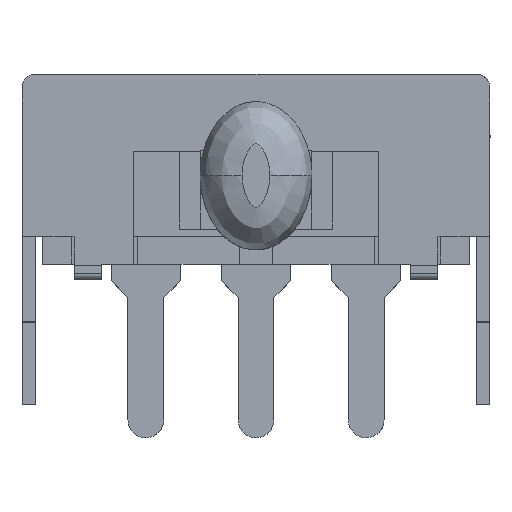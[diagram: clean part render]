
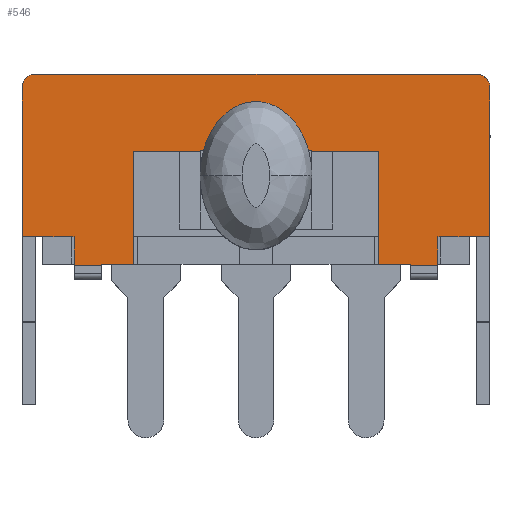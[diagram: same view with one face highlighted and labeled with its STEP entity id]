
A CAD part, top view. The second image highlights one B-rep face of the part: STEP entity #546.
In plain terms, the highlighted planar face has unit normal (0, 0, 1).
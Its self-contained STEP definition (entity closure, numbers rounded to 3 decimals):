
#546=ADVANCED_FACE('',(#1036),#8065,.T.);
#1036=FACE_OUTER_BOUND('',#1563,.T.);
#1563=EDGE_LOOP('',(#4142,#4143,#4144,#4145,#4146,#4147,#4148,#4149,#4150,
#4151,#4152,#4153,#4154,#4155,#4156,#4157,#4158,#4159,#4160,#4161,#4162,
#4163,#4164,#4165,#4166,#4167));
#4142=ORIENTED_EDGE('',*,*,#5507,.F.);
#4143=ORIENTED_EDGE('',*,*,#5510,.F.);
#4144=ORIENTED_EDGE('',*,*,#4773,.F.);
#4145=ORIENTED_EDGE('',*,*,#4770,.F.);
#4146=ORIENTED_EDGE('',*,*,#4647,.F.);
#4147=ORIENTED_EDGE('',*,*,#5207,.T.);
#4148=ORIENTED_EDGE('',*,*,#5208,.T.);
#4149=ORIENTED_EDGE('',*,*,#5209,.T.);
#4150=ORIENTED_EDGE('',*,*,#5265,.F.);
#4151=ORIENTED_EDGE('',*,*,#4485,.F.);
#4152=ORIENTED_EDGE('',*,*,#4648,.F.);
#4153=ORIENTED_EDGE('',*,*,#4736,.F.);
#4154=ORIENTED_EDGE('',*,*,#4757,.F.);
#4155=ORIENTED_EDGE('',*,*,#4627,.F.);
#4156=ORIENTED_EDGE('',*,*,#4612,.F.);
#4157=ORIENTED_EDGE('',*,*,#4590,.F.);
#4158=ORIENTED_EDGE('',*,*,#5259,.F.);
#4159=ORIENTED_EDGE('',*,*,#4453,.F.);
#4160=ORIENTED_EDGE('',*,*,#4568,.F.);
#4161=ORIENTED_EDGE('',*,*,#5210,.T.);
#4162=ORIENTED_EDGE('',*,*,#5205,.T.);
#4163=ORIENTED_EDGE('',*,*,#5206,.T.);
#4164=ORIENTED_EDGE('',*,*,#4579,.F.);
#4165=ORIENTED_EDGE('',*,*,#4775,.F.);
#4166=ORIENTED_EDGE('',*,*,#5570,.F.);
#4167=ORIENTED_EDGE('',*,*,#5514,.F.);
#4453=EDGE_CURVE('',#7064,#7065,#5891,.T.);
#4485=EDGE_CURVE('',#7080,#7081,#5923,.T.);
#4568=EDGE_CURVE('',#7142,#7064,#5998,.T.);
#4579=EDGE_CURVE('',#7153,#7154,#6009,.T.);
#4590=EDGE_CURVE('',#7143,#7164,#6020,.T.);
#4612=EDGE_CURVE('',#7164,#7179,#5606,.T.);
#4627=EDGE_CURVE('',#7179,#7184,#6051,.T.);
#4647=EDGE_CURVE('',#7199,#7196,#6071,.T.);
#4648=EDGE_CURVE('',#7200,#7080,#6072,.T.);
#4736=EDGE_CURVE('',#7373,#7200,#6160,.T.);
#4757=EDGE_CURVE('',#7184,#7373,#5612,.T.);
#4770=EDGE_CURVE('',#7196,#7386,#6188,.T.);
#4773=EDGE_CURVE('',#7386,#7745,#6191,.T.);
#4775=EDGE_CURVE('',#7388,#7153,#6193,.T.);
#5205=EDGE_CURVE('',#7109,#7114,#6600,.T.);
#5206=EDGE_CURVE('',#7114,#7154,#6601,.T.);
#5207=EDGE_CURVE('',#7199,#7097,#6602,.T.);
#5208=EDGE_CURVE('',#7097,#7102,#6603,.T.);
#5209=EDGE_CURVE('',#7102,#7201,#6604,.T.);
#5210=EDGE_CURVE('',#7142,#7109,#6605,.T.);
#5259=EDGE_CURVE('',#7065,#7143,#6646,.T.);
#5265=EDGE_CURVE('',#7081,#7201,#6652,.T.);
#5507=EDGE_CURVE('',#7741,#7742,#6862,.T.);
#5510=EDGE_CURVE('',#7745,#7741,#6865,.T.);
#5514=EDGE_CURVE('',#7742,#7748,#6869,.T.);
#5570=EDGE_CURVE('',#7748,#7388,#6905,.T.);
#5606=(
BOUNDED_CURVE()
B_SPLINE_CURVE(2,(#13407,#13408,#13409),.UNSPECIFIED.,.F.,.F.)
B_SPLINE_CURVE_WITH_KNOTS((3,3),(0.,1.),.UNSPECIFIED.)
CURVE()
GEOMETRIC_REPRESENTATION_ITEM()
RATIONAL_B_SPLINE_CURVE((1.,0.707,1.))
REPRESENTATION_ITEM('')
);
#5612=(
BOUNDED_CURVE()
B_SPLINE_CURVE(2,(#13762,#13763,#13764),.UNSPECIFIED.,.F.,.F.)
B_SPLINE_CURVE_WITH_KNOTS((3,3),(0.,1.),.UNSPECIFIED.)
CURVE()
GEOMETRIC_REPRESENTATION_ITEM()
RATIONAL_B_SPLINE_CURVE((1.,0.707,1.))
REPRESENTATION_ITEM('')
);
#5891=B_SPLINE_CURVE_WITH_KNOTS('',1,(#13062,#13063),.UNSPECIFIED.,.F.,
 .F.,(2,2),(0.,1.05),.UNSPECIFIED.);
#5923=B_SPLINE_CURVE_WITH_KNOTS('',1,(#13126,#13127),.UNSPECIFIED.,.F.,
 .F.,(2,2),(0.,1.05),.UNSPECIFIED.);
#5998=B_SPLINE_CURVE_WITH_KNOTS('',1,(#13316,#13317),.UNSPECIFIED.,.F.,
 .F.,(2,2),(0.,0.1),.UNSPECIFIED.);
#6009=B_SPLINE_CURVE_WITH_KNOTS('',1,(#13338,#13339),.UNSPECIFIED.,.F.,
 .F.,(2,2),(0.,1.15),.UNSPECIFIED.);
#6020=B_SPLINE_CURVE_WITH_KNOTS('',1,(#13360,#13361),.UNSPECIFIED.,.F.,
 .F.,(2,2),(0.,5.4),.UNSPECIFIED.);
#6051=B_SPLINE_CURVE_WITH_KNOTS('',1,(#13440,#13441),.UNSPECIFIED.,.F.,
 .F.,(2,2),(0.,16.),.UNSPECIFIED.);
#6071=B_SPLINE_CURVE_WITH_KNOTS('',1,(#13480,#13481),.UNSPECIFIED.,.F.,
 .F.,(2,2),(0.,1.15),.UNSPECIFIED.);
#6072=B_SPLINE_CURVE_WITH_KNOTS('',1,(#13482,#13483),.UNSPECIFIED.,.F.,
 .F.,(2,2),(0.,0.75),.UNSPECIFIED.);
#6160=B_SPLINE_CURVE_WITH_KNOTS('',1,(#13717,#13718),.UNSPECIFIED.,.F.,
 .F.,(2,2),(0.,5.4),.UNSPECIFIED.);
#6188=B_SPLINE_CURVE_WITH_KNOTS('',1,(#13791,#13792),.UNSPECIFIED.,.F.,
 .F.,(2,2),(0.,4.1),.UNSPECIFIED.);
#6191=B_SPLINE_CURVE_WITH_KNOTS('',1,(#13797,#13798),.UNSPECIFIED.,.F.,
 .F.,(2,2),(0.,2.42),.UNSPECIFIED.);
#6193=B_SPLINE_CURVE_WITH_KNOTS('',1,(#13801,#13802),.UNSPECIFIED.,.F.,
 .F.,(2,2),(0.,4.1),.UNSPECIFIED.);
#6600=B_SPLINE_CURVE_WITH_KNOTS('',1,(#15486,#15487),.UNSPECIFIED.,.F.,
 .F.,(2,2),(0.,1.),.UNSPECIFIED.);
#6601=B_SPLINE_CURVE_WITH_KNOTS('',1,(#15488,#15489),.UNSPECIFIED.,.F.,
 .F.,(2,2),(0.,0.05),.UNSPECIFIED.);
#6602=B_SPLINE_CURVE_WITH_KNOTS('',1,(#15490,#15491),.UNSPECIFIED.,.F.,
 .F.,(2,2),(0.,0.05),.UNSPECIFIED.);
#6603=B_SPLINE_CURVE_WITH_KNOTS('',1,(#15492,#15493),.UNSPECIFIED.,.F.,
 .F.,(2,2),(0.,1.),.UNSPECIFIED.);
#6604=B_SPLINE_CURVE_WITH_KNOTS('',1,(#15494,#15495),.UNSPECIFIED.,.F.,
 .F.,(2,2),(0.,1.05),.UNSPECIFIED.);
#6605=B_SPLINE_CURVE_WITH_KNOTS('',1,(#15496,#15497),.UNSPECIFIED.,.F.,
 .F.,(2,2),(0.,1.05),.UNSPECIFIED.);
#6646=B_SPLINE_CURVE_WITH_KNOTS('',1,(#15666,#15667),.UNSPECIFIED.,.F.,
 .F.,(2,2),(1.15,1.9),.UNSPECIFIED.);
#6652=B_SPLINE_CURVE_WITH_KNOTS('',1,(#15678,#15679),.UNSPECIFIED.,.F.,
 .F.,(2,2),(1.8,1.9),.UNSPECIFIED.);
#6862=B_SPLINE_CURVE_WITH_KNOTS('',1,(#16218,#16219),.UNSPECIFIED.,.F.,
 .F.,(2,2),(1.414,5.474),.UNSPECIFIED.);
#6865=B_SPLINE_CURVE_WITH_KNOTS('',1,(#16224,#16225),.UNSPECIFIED.,.F.,
 .F.,(2,2),(3.204,3.22),.UNSPECIFIED.);
#6869=B_SPLINE_CURVE_WITH_KNOTS('',1,(#16232,#16233),.UNSPECIFIED.,.F.,
 .F.,(2,2),(0.378,0.395),.UNSPECIFIED.);
#6905=B_SPLINE_CURVE_WITH_KNOTS('',1,(#16358,#16359),.UNSPECIFIED.,.F.,
 .F.,(2,2),(6.48,8.9),.UNSPECIFIED.);
#7064=VERTEX_POINT('',#11782);
#7065=VERTEX_POINT('',#11783);
#7080=VERTEX_POINT('',#11798);
#7081=VERTEX_POINT('',#11799);
#7097=VERTEX_POINT('',#11815);
#7102=VERTEX_POINT('',#11820);
#7109=VERTEX_POINT('',#11827);
#7114=VERTEX_POINT('',#11832);
#7142=VERTEX_POINT('',#11860);
#7143=VERTEX_POINT('',#11861);
#7153=VERTEX_POINT('',#11871);
#7154=VERTEX_POINT('',#11872);
#7164=VERTEX_POINT('',#11882);
#7179=VERTEX_POINT('',#11897);
#7184=VERTEX_POINT('',#11902);
#7196=VERTEX_POINT('',#11914);
#7199=VERTEX_POINT('',#11917);
#7200=VERTEX_POINT('',#11918);
#7201=VERTEX_POINT('',#11919);
#7373=VERTEX_POINT('',#12091);
#7386=VERTEX_POINT('',#12104);
#7388=VERTEX_POINT('',#12106);
#7741=VERTEX_POINT('',#12459);
#7742=VERTEX_POINT('',#12460);
#7745=VERTEX_POINT('',#12463);
#7748=VERTEX_POINT('',#12466);
#8065=PLANE('',#8571);
#8571=AXIS2_PLACEMENT_3D('',#11621,#8866,$);
#8866=DIRECTION('',(0.,0.,1.));
#11621=CARTESIAN_POINT('',(-1.712,4.343,0.));
#11782=CARTESIAN_POINT('',(1.8,6.1,0.));
#11783=CARTESIAN_POINT('',(0.75,6.1,0.));
#11798=CARTESIAN_POINT('',(16.25,6.1,0.));
#11799=CARTESIAN_POINT('',(15.2,6.1,0.));
#11815=CARTESIAN_POINT('',(14.1,5.05,0.));
#11820=CARTESIAN_POINT('',(15.1,5.05,0.));
#11827=CARTESIAN_POINT('',(1.9,5.05,0.));
#11832=CARTESIAN_POINT('',(2.9,5.05,0.));
#11860=CARTESIAN_POINT('',(1.9,6.1,0.));
#11861=CARTESIAN_POINT('',(0.,6.1,0.));
#11871=CARTESIAN_POINT('',(4.05,5.1,0.));
#11872=CARTESIAN_POINT('',(2.9,5.1,0.));
#11882=CARTESIAN_POINT('',(0.,11.5,0.));
#11897=CARTESIAN_POINT('',(0.5,12.,0.));
#11902=CARTESIAN_POINT('',(16.5,12.,0.));
#11914=CARTESIAN_POINT('',(12.95,5.1,0.));
#11917=CARTESIAN_POINT('',(14.1,5.1,0.));
#11918=CARTESIAN_POINT('',(17.,6.1,0.));
#11919=CARTESIAN_POINT('',(15.1,6.1,0.));
#12091=CARTESIAN_POINT('',(17.,11.5,0.));
#12104=CARTESIAN_POINT('',(12.95,9.2,0.));
#12106=CARTESIAN_POINT('',(4.05,9.2,0.));
#12459=CARTESIAN_POINT('',(10.53,9.216,0.));
#12460=CARTESIAN_POINT('',(6.47,9.216,0.));
#12463=CARTESIAN_POINT('',(10.53,9.2,0.));
#12466=CARTESIAN_POINT('',(6.47,9.2,0.));
#13062=CARTESIAN_POINT('',(1.8,6.1,0.));
#13063=CARTESIAN_POINT('',(0.75,6.1,0.));
#13126=CARTESIAN_POINT('',(16.25,6.1,0.));
#13127=CARTESIAN_POINT('',(15.2,6.1,0.));
#13316=CARTESIAN_POINT('',(1.9,6.1,0.));
#13317=CARTESIAN_POINT('',(1.8,6.1,0.));
#13338=CARTESIAN_POINT('',(4.05,5.1,0.));
#13339=CARTESIAN_POINT('',(2.9,5.1,0.));
#13360=CARTESIAN_POINT('',(0.,6.1,0.));
#13361=CARTESIAN_POINT('',(0.,11.5,0.));
#13407=CARTESIAN_POINT('',(0.,11.5,0.));
#13408=CARTESIAN_POINT('',(0.,12.,0.));
#13409=CARTESIAN_POINT('',(0.5,12.,0.));
#13440=CARTESIAN_POINT('',(0.5,12.,0.));
#13441=CARTESIAN_POINT('',(16.5,12.,0.));
#13480=CARTESIAN_POINT('',(14.1,5.1,0.));
#13481=CARTESIAN_POINT('',(12.95,5.1,0.));
#13482=CARTESIAN_POINT('',(17.,6.1,0.));
#13483=CARTESIAN_POINT('',(16.25,6.1,0.));
#13717=CARTESIAN_POINT('',(17.,11.5,0.));
#13718=CARTESIAN_POINT('',(17.,6.1,0.));
#13762=CARTESIAN_POINT('',(16.5,12.,0.));
#13763=CARTESIAN_POINT('',(17.,12.,0.));
#13764=CARTESIAN_POINT('',(17.,11.5,0.));
#13791=CARTESIAN_POINT('',(12.95,5.1,0.));
#13792=CARTESIAN_POINT('',(12.95,9.2,0.));
#13797=CARTESIAN_POINT('',(12.95,9.2,0.));
#13798=CARTESIAN_POINT('',(10.53,9.2,0.));
#13801=CARTESIAN_POINT('',(4.05,9.2,0.));
#13802=CARTESIAN_POINT('',(4.05,5.1,0.));
#15486=CARTESIAN_POINT('',(1.9,5.05,0.));
#15487=CARTESIAN_POINT('',(2.9,5.05,0.));
#15488=CARTESIAN_POINT('',(2.9,5.05,0.));
#15489=CARTESIAN_POINT('',(2.9,5.1,0.));
#15490=CARTESIAN_POINT('',(14.1,5.1,0.));
#15491=CARTESIAN_POINT('',(14.1,5.05,0.));
#15492=CARTESIAN_POINT('',(14.1,5.05,0.));
#15493=CARTESIAN_POINT('',(15.1,5.05,0.));
#15494=CARTESIAN_POINT('',(15.1,5.05,0.));
#15495=CARTESIAN_POINT('',(15.1,6.1,0.));
#15496=CARTESIAN_POINT('',(1.9,6.1,0.));
#15497=CARTESIAN_POINT('',(1.9,5.05,0.));
#15666=CARTESIAN_POINT('',(0.75,6.1,0.));
#15667=CARTESIAN_POINT('',(0.,6.1,0.));
#15678=CARTESIAN_POINT('',(15.2,6.1,0.));
#15679=CARTESIAN_POINT('',(15.1,6.1,0.));
#16218=CARTESIAN_POINT('',(10.53,9.216,0.));
#16219=CARTESIAN_POINT('',(6.47,9.216,0.));
#16224=CARTESIAN_POINT('',(10.53,9.2,0.));
#16225=CARTESIAN_POINT('',(10.53,9.216,0.));
#16232=CARTESIAN_POINT('',(6.47,9.216,0.));
#16233=CARTESIAN_POINT('',(6.47,9.2,0.));
#16358=CARTESIAN_POINT('',(6.47,9.2,0.));
#16359=CARTESIAN_POINT('',(4.05,9.2,0.));
